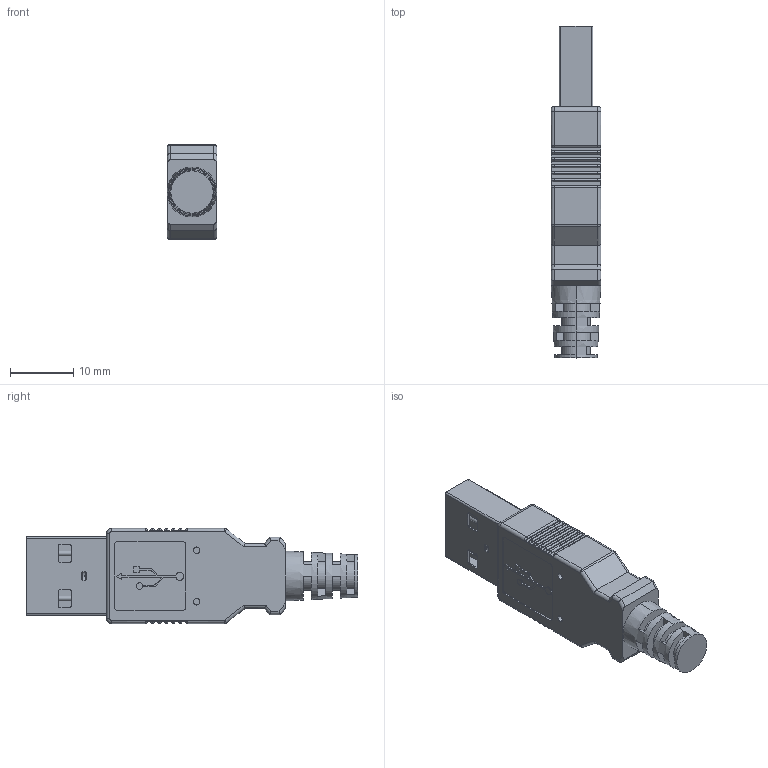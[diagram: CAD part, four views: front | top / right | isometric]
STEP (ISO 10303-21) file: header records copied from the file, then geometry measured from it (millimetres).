
FILE_DESCRIPTION (( 'STEP AP214' ), '1' );
FILE_NAME ('USB Male.STEP', '2018-07-03T21:10:22', ( '' ), ( '' ), 'SwSTEP 2.0', 'SolidWorks 2015', '' );
FILE_SCHEMA (( 'AUTOMOTIVE_DESIGN' ));
Length unit declared in the file: inch
Products named in the file (1): USB Male
Bounding box: 7.87 x 52.32 x 14.99 mm (x, y, z)
Volume: 3913.5 mm3; surface area: 3510.8 mm2
Topology: 8 solids, 8 shells, 457 faces, 1182 edges, 742 vertices
Faces by surface type: plane 253, cylinder 126, torus 56, bspline 16, sphere 4, cone 2
Entity records: 14575 total; most frequent: CARTESIAN_POINT 2822, ORIENTED_EDGE 2356, DIRECTION 2292, EDGE_CURVE 1178, AXIS2_PLACEMENT_3D 772, VECTOR 748, LINE 748, VERTEX_POINT 742
